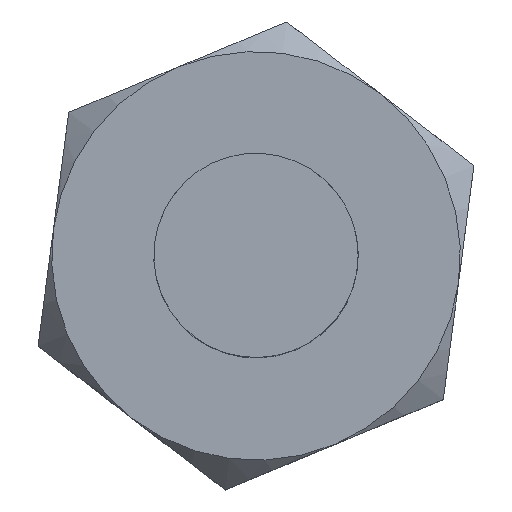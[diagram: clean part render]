
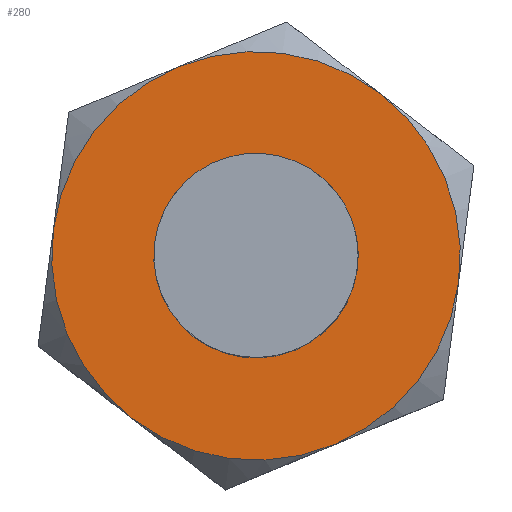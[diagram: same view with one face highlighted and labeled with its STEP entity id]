
A CAD part, top view. The second image highlights one B-rep face of the part: STEP entity #280.
In plain terms, the highlighted planar face has unit normal (0, 0, 1).
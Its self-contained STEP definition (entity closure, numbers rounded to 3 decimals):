
#216=FACE_BOUND('',#336,.T.);
#217=FACE_BOUND('',#337,.T.);
#280=ADVANCED_FACE('',(#216,#217),#290,.T.);
#290=PLANE('',#621);
#336=EDGE_LOOP('',(#428));
#337=EDGE_LOOP('',(#429,#430,#431,#432,#433,#434,#435));
#428=ORIENTED_EDGE('',*,*,#518,.T.);
#429=ORIENTED_EDGE('',*,*,#516,.T.);
#430=ORIENTED_EDGE('',*,*,#480,.T.);
#431=ORIENTED_EDGE('',*,*,#483,.T.);
#432=ORIENTED_EDGE('',*,*,#478,.T.);
#433=ORIENTED_EDGE('',*,*,#474,.T.);
#434=ORIENTED_EDGE('',*,*,#471,.T.);
#435=ORIENTED_EDGE('',*,*,#517,.T.);
#439=VERTEX_POINT('',#724);
#440=VERTEX_POINT('',#725);
#442=VERTEX_POINT('',#735);
#445=VERTEX_POINT('',#749);
#446=VERTEX_POINT('',#755);
#447=VERTEX_POINT('',#756);
#468=VERTEX_POINT('',#887);
#469=VERTEX_POINT('',#891);
#471=EDGE_CURVE('',#439,#440,#520,.T.);
#474=EDGE_CURVE('',#442,#439,#521,.T.);
#478=EDGE_CURVE('',#445,#442,#522,.T.);
#480=EDGE_CURVE('',#446,#447,#523,.T.);
#483=EDGE_CURVE('',#447,#445,#524,.T.);
#516=EDGE_CURVE('',#468,#446,#535,.T.);
#517=EDGE_CURVE('',#440,#468,#536,.T.);
#518=EDGE_CURVE('',#469,#469,#537,.T.);
#520=CIRCLE('',#582,3.);
#521=CIRCLE('',#584,3.);
#522=CIRCLE('',#586,3.);
#523=CIRCLE('',#588,3.);
#524=CIRCLE('',#590,3.);
#535=CIRCLE('',#617,3.);
#536=CIRCLE('',#618,3.);
#537=CIRCLE('',#620,1.5);
#582=AXIS2_PLACEMENT_3D('',#723,#629,#630);
#584=AXIS2_PLACEMENT_3D('',#734,#633,#634);
#586=AXIS2_PLACEMENT_3D('',#748,#637,#638);
#588=AXIS2_PLACEMENT_3D('',#754,#641,#642);
#590=AXIS2_PLACEMENT_3D('',#765,#645,#646);
#617=AXIS2_PLACEMENT_3D('',#886,#705,#706);
#618=AXIS2_PLACEMENT_3D('',#888,#707,#708);
#620=AXIS2_PLACEMENT_3D('',#890,#711,#712);
#621=AXIS2_PLACEMENT_3D('',#892,#713,#714);
#629=DIRECTION('',(0.,0.,1.));
#630=DIRECTION('',(-0.383,0.924,0.));
#633=DIRECTION('',(0.,0.,1.));
#634=DIRECTION('',(0.608,0.794,0.));
#637=DIRECTION('',(0.,0.,1.));
#638=DIRECTION('',(0.991,-0.13,0.));
#641=DIRECTION('',(0.,0.,1.));
#642=DIRECTION('',(-0.608,-0.794,0.));
#645=DIRECTION('',(0.,0.,1.));
#646=DIRECTION('',(0.383,-0.924,0.));
#705=DIRECTION('',(0.,0.,1.));
#706=DIRECTION('',(-0.924,-0.383,0.));
#707=DIRECTION('',(0.,0.,1.));
#708=DIRECTION('',(-0.991,0.13,0.));
#711=DIRECTION('',(0.,0.,-1.));
#712=DIRECTION('',(-0.924,-0.383,0.));
#713=DIRECTION('',(0.,0.,1.));
#714=DIRECTION('',(-0.924,-0.383,0.));
#723=CARTESIAN_POINT('',(0.,0.,2.));
#724=CARTESIAN_POINT('',(-1.149,2.771,2.));
#725=CARTESIAN_POINT('',(-2.974,0.39,2.));
#734=CARTESIAN_POINT('',(0.,0.,2.));
#735=CARTESIAN_POINT('',(1.825,2.381,2.));
#748=CARTESIAN_POINT('',(0.,0.,2.));
#749=CARTESIAN_POINT('',(2.974,-0.39,2.));
#754=CARTESIAN_POINT('',(0.,0.,2.));
#755=CARTESIAN_POINT('',(-1.825,-2.381,2.));
#756=CARTESIAN_POINT('',(1.149,-2.771,2.));
#765=CARTESIAN_POINT('',(0.,0.,2.));
#886=CARTESIAN_POINT('',(0.,0.,2.));
#887=CARTESIAN_POINT('',(-2.771,-1.149,2.));
#888=CARTESIAN_POINT('',(0.,0.,2.));
#890=CARTESIAN_POINT('',(0.,0.,2.));
#891=CARTESIAN_POINT('',(-1.386,-0.575,2.));
#892=CARTESIAN_POINT('',(2.256,4.508,2.));
